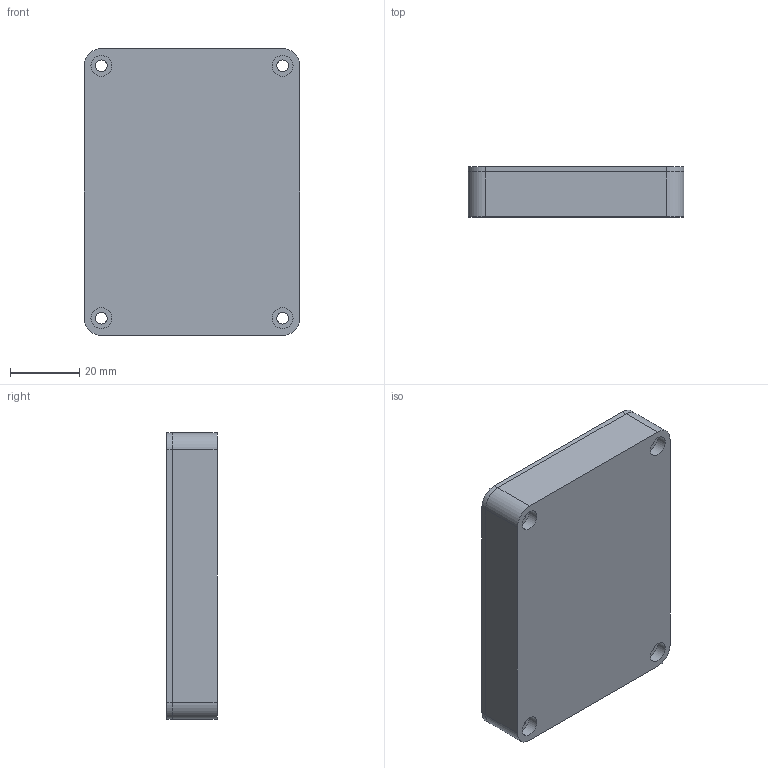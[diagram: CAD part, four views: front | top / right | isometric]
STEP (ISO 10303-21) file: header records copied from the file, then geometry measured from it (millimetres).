
FILE_DESCRIPTION(/* description */ (''),/* implementation_level */ '2;1');
FILE_NAME(/* name */ 'FULL_ASSEMBLY.step',/* time_stamp */ '2025-11-18T19:04:42+13:00',/* author */ (''),/* organization */ (''),/* preprocessor_version */ 'ST-DEVELOPER v20.1',/* originating_system */ 'Autodesk Translation Framework v14.21.0.0',/* authorisation */ '');
FILE_SCHEMA (('AUTOMOTIVE_DESIGN { 1 0 10303 214 3 1 1 }'));
Length unit declared in the file: millimetre
Products named in the file (6): 2025-11-18-18-48-21-742; 2025-11-18-05-43-49-461; 2025-11-18-05-43-49-462; 2025-11-18-05-43-45-624; 2025-11-18-05-43-45-625; 2025-11-18-05-44-02-334
Assembly tree (5 placements, depth 3):
  2025-11-18-18-48-21-742
    2025-11-18-05-43-49-461
      2025-11-18-05-43-49-462
    2025-11-18-05-43-45-624
      2025-11-18-05-43-45-625
    2025-11-18-05-44-02-334
Bounding box: 62.4 x 14.5 x 82.9 mm (x, y, z)
Volume: 47639.2 mm3; surface area: 30481.3 mm2
Topology: 3 solids, 3 shells, 385 faces, 1074 edges, 716 vertices
Faces by surface type: bspline 187, plane 128, cylinder 70
Full cylindrical faces by diameter (mm): 0.889 x14, 1.5 x8, 1.7 x8, 3.4 x8, 4 x4, 6 x4
Entity records: 14453 total; most frequent: CARTESIAN_POINT 5365, ORIENTED_EDGE 2148, DIRECTION 1258, EDGE_CURVE 1074, VERTEX_POINT 716, LINE 560, VECTOR 560, EDGE_LOOP 498
